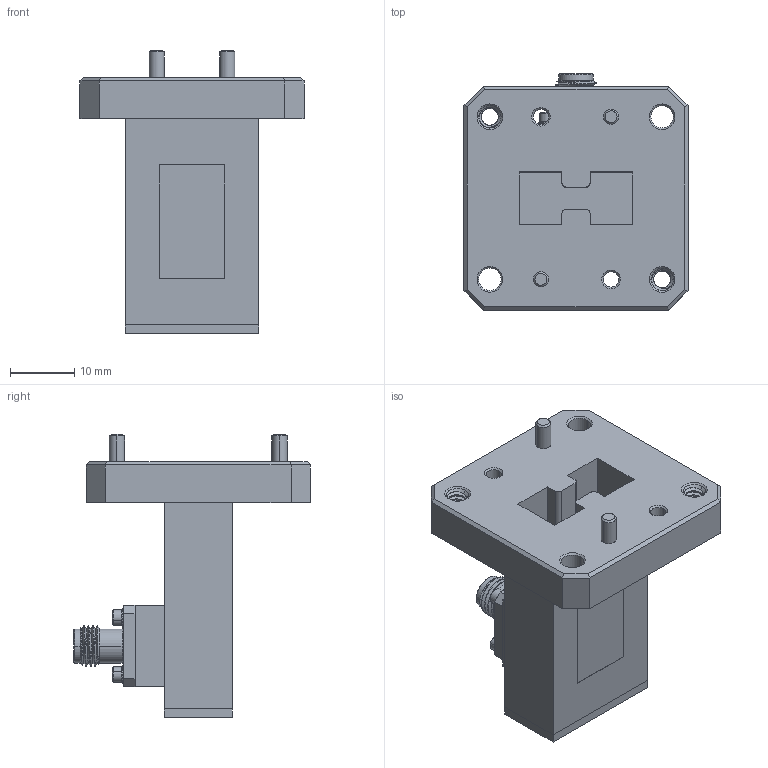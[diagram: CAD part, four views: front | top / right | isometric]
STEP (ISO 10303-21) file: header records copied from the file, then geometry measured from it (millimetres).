
FILE_DESCRIPTION (( 'STEP AP203' ), '1' );
FILE_NAME ('PEWCA1114.step', '2020-10-30T19:58:10', ( '' ), ( '' ), 'SwSTEP 2.0', 'SolidWorks 2018', '' );
FILE_SCHEMA (( 'CONFIG_CONTROL_DESIGN' ));
Length unit declared in the file: inch
Products named in the file (1): PEWCA1114
Bounding box: 35 x 36.95 x 44.3 mm (x, y, z)
Volume: 11392 mm3; surface area: 8802.2 mm2
Topology: 1 solids, 5 shells, 384 faces, 922 edges, 577 vertices
Faces by surface type: cylinder 152, plane 123, cone 76, bspline 31, torus 2
Entity records: 20805 total; most frequent: CARTESIAN_POINT 12453, ORIENTED_EDGE 1844, DIRECTION 1555, EDGE_CURVE 922, AXIS2_PLACEMENT_3D 586, VERTEX_POINT 577, EDGE_LOOP 433, ADVANCED_FACE 384
